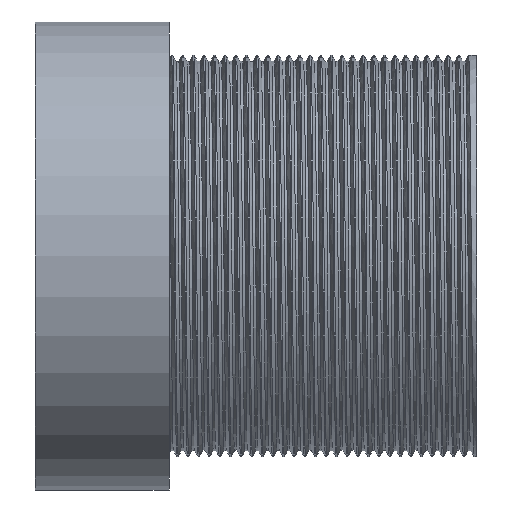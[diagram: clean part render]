
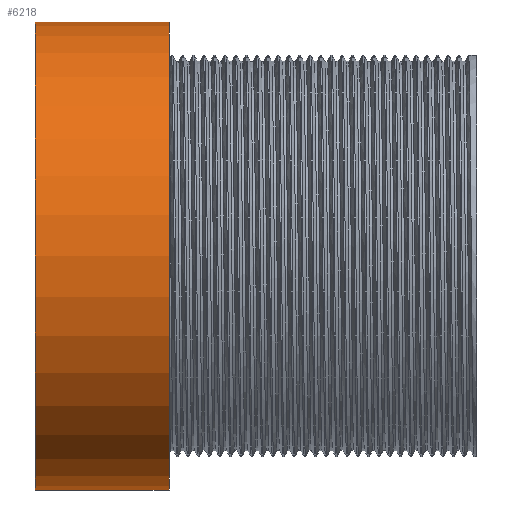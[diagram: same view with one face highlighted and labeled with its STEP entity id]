
A CAD part, left-side view. The second image highlights one B-rep face of the part: STEP entity #6218.
In plain terms, the highlighted cylindrical face has radius 7 mm (diameter 14 mm), a partial arc.
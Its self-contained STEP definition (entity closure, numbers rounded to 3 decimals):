
#152 = VERTEX_POINT ( 'NONE', #4929 ) ;
#172 = CARTESIAN_POINT ( 'NONE',  ( 0., 9.2, -7. ) ) ;
#239 = EDGE_CURVE ( 'NONE', #1384, #927, #7162, .T. ) ;
#326 = ORIENTED_EDGE ( 'NONE', *, *, #7772, .T. ) ;
#657 = CYLINDRICAL_SURFACE ( 'NONE', #4612, 7. ) ;
#927 = VERTEX_POINT ( 'NONE', #2528 ) ;
#1033 = LINE ( 'NONE', #6381, #4927 ) ;
#1133 = CIRCLE ( 'NONE', #5756, 7. ) ;
#1317 = VECTOR ( 'NONE', #3154, 1000. ) ;
#1333 = DIRECTION ( 'NONE',  ( 0., 1., 0. ) ) ;
#1384 = VERTEX_POINT ( 'NONE', #2280 ) ;
#1967 = DIRECTION ( 'NONE',  ( 0., 0., 1. ) ) ;
#2280 = CARTESIAN_POINT ( 'NONE',  ( 0., 13.2, -7. ) ) ;
#2528 = CARTESIAN_POINT ( 'NONE',  ( 0., 13.2, 7. ) ) ;
#2582 = CARTESIAN_POINT ( 'NONE',  ( 0., 9.2, 7. ) ) ;
#2590 = LINE ( 'NONE', #172, #1317 ) ;
#2852 = VERTEX_POINT ( 'NONE', #2582 ) ;
#3070 = DIRECTION ( 'NONE',  ( 0., 0., 1. ) ) ;
#3111 = CARTESIAN_POINT ( 'NONE',  ( 0., 9.2, 0. ) ) ;
#3154 = DIRECTION ( 'NONE',  ( 0., 1., 0. ) ) ;
#3565 = AXIS2_PLACEMENT_3D ( 'NONE', #7501, #7461, #3070 ) ;
#3791 = DIRECTION ( 'NONE',  ( 0., 0., 1. ) ) ;
#4043 = EDGE_LOOP ( 'NONE', ( #6264, #6179, #326, #4302 ) ) ;
#4302 = ORIENTED_EDGE ( 'NONE', *, *, #239, .F. ) ;
#4612 = AXIS2_PLACEMENT_3D ( 'NONE', #7388, #7464, #3791 ) ;
#4927 = VECTOR ( 'NONE', #6462, 1000. ) ;
#4929 = CARTESIAN_POINT ( 'NONE',  ( 0., 9.2, -7. ) ) ;
#5492 = FACE_OUTER_BOUND ( 'NONE', #4043, .T. ) ;
#5756 = AXIS2_PLACEMENT_3D ( 'NONE', #3111, #1333, #1967 ) ;
#6179 = ORIENTED_EDGE ( 'NONE', *, *, #6324, .T. ) ;
#6218 = ADVANCED_FACE ( 'NONE', ( #5492 ), #657, .T. ) ;
#6264 = ORIENTED_EDGE ( 'NONE', *, *, #7468, .F. ) ;
#6324 = EDGE_CURVE ( 'NONE', #152, #2852, #1133, .T. ) ;
#6381 = CARTESIAN_POINT ( 'NONE',  ( 0., 9.2, 7. ) ) ;
#6462 = DIRECTION ( 'NONE',  ( 0., 1., 0. ) ) ;
#7162 = CIRCLE ( 'NONE', #3565, 7. ) ;
#7388 = CARTESIAN_POINT ( 'NONE',  ( 0., 9.2, 0. ) ) ;
#7461 = DIRECTION ( 'NONE',  ( 0., 1., 0. ) ) ;
#7464 = DIRECTION ( 'NONE',  ( 0., 1., 0. ) ) ;
#7468 = EDGE_CURVE ( 'NONE', #152, #1384, #2590, .T. ) ;
#7501 = CARTESIAN_POINT ( 'NONE',  ( 0., 13.2, 0. ) ) ;
#7772 = EDGE_CURVE ( 'NONE', #2852, #927, #1033, .T. ) ;
